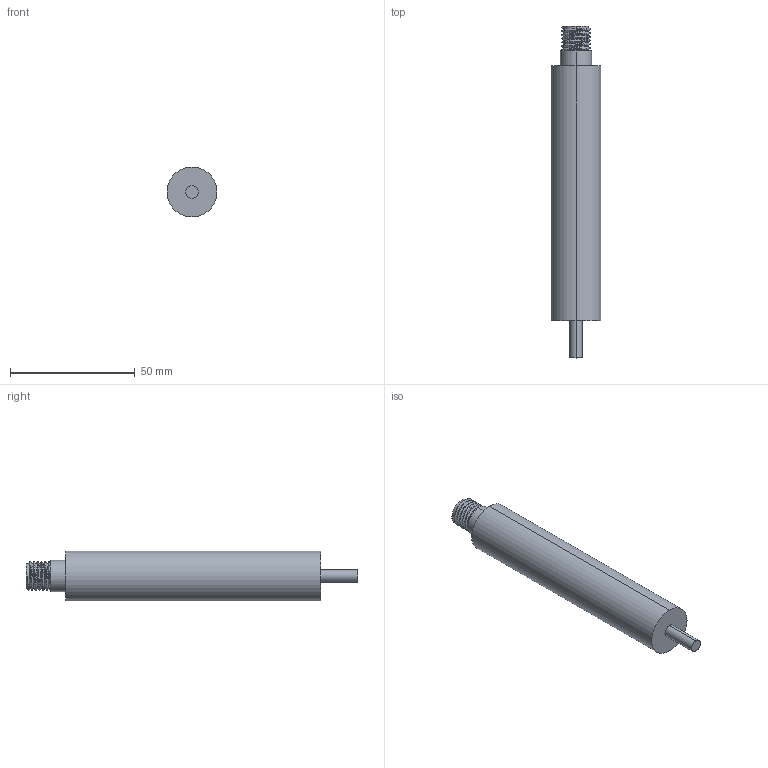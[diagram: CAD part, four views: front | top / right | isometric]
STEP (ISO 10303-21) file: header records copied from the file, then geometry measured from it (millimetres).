
FILE_DESCRIPTION (( 'STEP AP203' ), '1' );
FILE_NAME ('Drive Shaft (20mm).STEP', '2021-02-24T23:49:32', ( '' ), ( '' ), 'SwSTEP 2.0', 'SolidWorks 2018', '' );
FILE_SCHEMA (( 'CONFIG_CONTROL_DESIGN' ));
Length unit declared in the file: millimetre
Products named in the file (1): Drive Shaft (20mm)
Bounding box: 20 x 133 x 20 mm (x, y, z)
Volume: 33969.4 mm3; surface area: 8032.3 mm2
Topology: 1 solids, 1 shells, 30 faces, 73 edges, 48 vertices
Faces by surface type: cylinder 21, plane 6, bspline 3
Entity records: 3295 total; most frequent: CARTESIAN_POINT 2592, ORIENTED_EDGE 146, DIRECTION 110, EDGE_CURVE 73, VERTEX_POINT 48, AXIS2_PLACEMENT_3D 45, EDGE_LOOP 33, FACE_OUTER_BOUND 30
